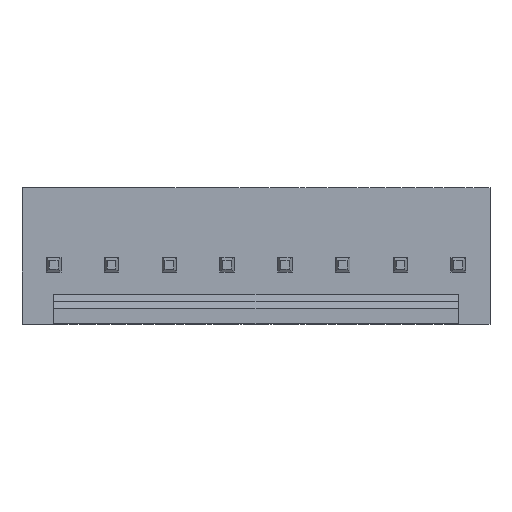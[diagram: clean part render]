
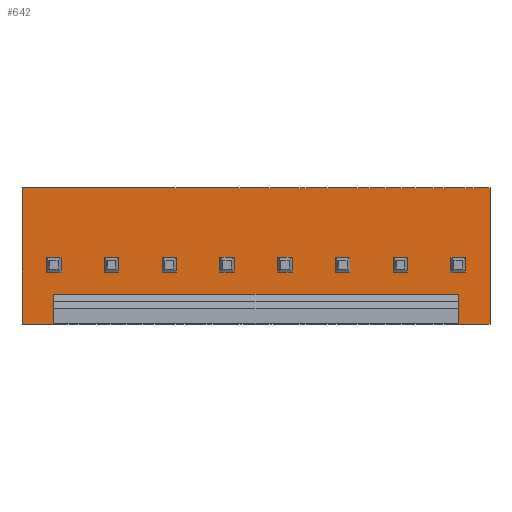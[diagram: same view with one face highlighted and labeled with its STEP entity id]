
A CAD part, top view. The second image highlights one B-rep face of the part: STEP entity #642.
In plain terms, the highlighted planar face has unit normal (0, 0, 1).
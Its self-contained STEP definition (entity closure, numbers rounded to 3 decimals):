
#642=ADVANCED_FACE('',(#1127),#1129,.T.);
#1127=FACE_BOUND('',#1128,.T.);
#1128=EDGE_LOOP('',(#1526,#1527,#1528,#1529,#1530,#1531,#1532,#1533));
#1129=PLANE('',#1130);
#1130=AXIS2_PLACEMENT_3D('',#1131,#1132,#1133);
#1131=CARTESIAN_POINT('',(19.175,-1.6,3.));
#1132=DIRECTION('',(0.,-0.,1.));
#1133=DIRECTION('',(0.,1.,0.));
#1526=ORIENTED_EDGE('',*,*,#1762,.T.);
#1527=ORIENTED_EDGE('',*,*,#1703,.T.);
#1528=ORIENTED_EDGE('',*,*,#1763,.F.);
#1529=ORIENTED_EDGE('',*,*,#1689,.F.);
#1530=ORIENTED_EDGE('',*,*,#1764,.F.);
#1531=ORIENTED_EDGE('',*,*,#1765,.F.);
#1532=ORIENTED_EDGE('',*,*,#1766,.T.);
#1533=ORIENTED_EDGE('',*,*,#1685,.F.);
#1685=EDGE_CURVE('',#1876,#1878,#1879,.F.);
#1689=EDGE_CURVE('',#1884,#1886,#1887,.F.);
#1703=EDGE_CURVE('',#1914,#1912,#1915,.T.);
#1762=EDGE_CURVE('',#1876,#1914,#2001,.T.);
#1763=EDGE_CURVE('',#1886,#1912,#2002,.T.);
#1764=EDGE_CURVE('',#2003,#1884,#2004,.T.);
#1765=EDGE_CURVE('',#2005,#2003,#2006,.T.);
#1766=EDGE_CURVE('',#2005,#1878,#2007,.T.);
#1876=VERTEX_POINT('',#2201);
#1878=VERTEX_POINT('',#2205);
#1879=LINE('',#2206,#2207);
#1884=VERTEX_POINT('',#2217);
#1886=VERTEX_POINT('',#2221);
#1887=LINE('',#2222,#2223);
#1912=VERTEX_POINT('',#2273);
#1914=VERTEX_POINT('',#2277);
#1915=LINE('',#2278,#2279);
#2001=LINE('',#2482,#2483);
#2002=LINE('',#2485,#2486);
#2003=VERTEX_POINT('',#2488);
#2004=LINE('',#2489,#2490);
#2005=VERTEX_POINT('',#2492);
#2006=LINE('',#2493,#2494);
#2007=LINE('',#2496,#2497);
#2201=CARTESIAN_POINT('',(19.175,-2.6,3.));
#2205=CARTESIAN_POINT('',(17.78,-2.6,3.));
#2206=CARTESIAN_POINT('',(17.78,-2.6,3.));
#2207=VECTOR('',#2208,1.);
#2208=DIRECTION('',(1.,0.,0.));
#2217=CARTESIAN_POINT('',(0.,-2.6,3.));
#2221=CARTESIAN_POINT('',(-1.395,-2.6,3.));
#2222=CARTESIAN_POINT('',(-1.395,-2.6,3.));
#2223=VECTOR('',#2224,1.);
#2224=DIRECTION('',(1.,0.,0.));
#2273=CARTESIAN_POINT('',(-1.395,3.4,3.));
#2277=CARTESIAN_POINT('',(19.175,3.4,3.));
#2278=CARTESIAN_POINT('',(19.175,3.4,3.));
#2279=VECTOR('',#2280,1.);
#2280=DIRECTION('',(-1.,0.,0.));
#2482=CARTESIAN_POINT('',(19.175,-2.6,3.));
#2483=VECTOR('',#2484,1.);
#2484=DIRECTION('',(0.,1.,0.));
#2485=CARTESIAN_POINT('',(-1.395,-2.6,3.));
#2486=VECTOR('',#2487,1.);
#2487=DIRECTION('',(0.,1.,0.));
#2488=CARTESIAN_POINT('',(0.,-1.6,3.));
#2489=CARTESIAN_POINT('',(0.,-1.6,3.));
#2490=VECTOR('',#2491,1.);
#2491=DIRECTION('',(0.,-1.,0.));
#2492=CARTESIAN_POINT('',(17.78,-1.6,3.));
#2493=CARTESIAN_POINT('',(17.78,-1.6,3.));
#2494=VECTOR('',#2495,1.);
#2495=DIRECTION('',(-1.,0.,0.));
#2496=CARTESIAN_POINT('',(17.78,-1.6,3.));
#2497=VECTOR('',#2498,1.);
#2498=DIRECTION('',(0.,-1.,0.));
